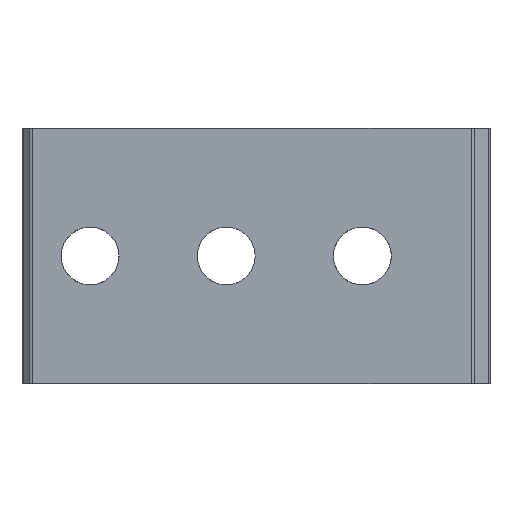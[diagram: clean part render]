
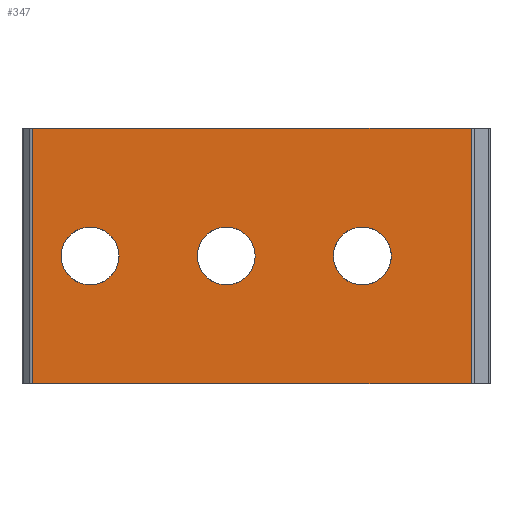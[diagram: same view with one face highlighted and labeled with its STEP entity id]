
A CAD part, front view. The second image highlights one B-rep face of the part: STEP entity #347.
In plain terms, the highlighted planar face has unit normal (0, -1, 0).
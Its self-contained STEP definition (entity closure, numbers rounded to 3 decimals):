
#71 = EDGE_CURVE ( 'NONE', #2821, #1322, #3932, .T. ) ;
#258 = DIRECTION ( 'NONE',  ( 0., 0., -1. ) ) ;
#324 = CARTESIAN_POINT ( 'NONE',  ( -15.5, 0., 9.2 ) ) ;
#347 = ADVANCED_FACE ( 'NONE', ( #1748, #3353, #3177, #4478 ), #3059, .F. ) ;
#384 = EDGE_LOOP ( 'NONE', ( #4815, #2740 ) ) ;
#453 = CARTESIAN_POINT ( 'NONE',  ( 0., 0., 15. ) ) ;
#559 = DIRECTION ( 'NONE',  ( 0., 0., -1. ) ) ;
#801 = AXIS2_PLACEMENT_3D ( 'NONE', #4167, #3795, #1421 ) ;
#827 = AXIS2_PLACEMENT_3D ( 'NONE', #2053, #2885, #559 ) ;
#908 = VERTEX_POINT ( 'NONE', #3412 ) ;
#915 = DIRECTION ( 'NONE',  ( 0., 0., -1. ) ) ;
#971 = EDGE_CURVE ( 'NONE', #2363, #2971, #4871, .T. ) ;
#987 = ORIENTED_EDGE ( 'NONE', *, *, #3359, .F. ) ;
#1078 = DIRECTION ( 'NONE',  ( 0., 1., 0. ) ) ;
#1149 = CARTESIAN_POINT ( 'NONE',  ( 0., 0., 15. ) ) ;
#1303 = VECTOR ( 'NONE', #258, 1000. ) ;
#1304 = VERTEX_POINT ( 'NONE', #4233 ) ;
#1322 = VERTEX_POINT ( 'NONE', #324 ) ;
#1421 = DIRECTION ( 'NONE',  ( 0., 0., -1. ) ) ;
#1474 = VECTOR ( 'NONE', #4281, 1000. ) ;
#1550 = CIRCLE ( 'NONE', #3117, 1.7 ) ;
#1553 = EDGE_CURVE ( 'NONE', #4714, #1304, #2771, .T. ) ;
#1659 = DIRECTION ( 'NONE',  ( 0., 0., -1. ) ) ;
#1704 = EDGE_CURVE ( 'NONE', #1729, #908, #2951, .T. ) ;
#1729 = VERTEX_POINT ( 'NONE', #4705 ) ;
#1748 = FACE_BOUND ( 'NONE', #4435, .T. ) ;
#1850 = CARTESIAN_POINT ( 'NONE',  ( -23.5, 0., 7.5 ) ) ;
#2053 = CARTESIAN_POINT ( 'NONE',  ( -7.5, 0., 7.5 ) ) ;
#2086 = DIRECTION ( 'NONE',  ( 0., -1., 0. ) ) ;
#2138 = CARTESIAN_POINT ( 'NONE',  ( -15.5, 0., 7.5 ) ) ;
#2151 = CARTESIAN_POINT ( 'NONE',  ( -1.104, 0., 0. ) ) ;
#2210 = CIRCLE ( 'NONE', #801, 1.7 ) ;
#2255 = DIRECTION ( 'NONE',  ( 0., 0., -1. ) ) ;
#2333 = CARTESIAN_POINT ( 'NONE',  ( -15.5, 0., 7.5 ) ) ;
#2363 = VERTEX_POINT ( 'NONE', #4678 ) ;
#2507 = VECTOR ( 'NONE', #4754, 1000. ) ;
#2573 = LINE ( 'NONE', #3608, #4797 ) ;
#2595 = EDGE_CURVE ( 'NONE', #1304, #4714, #1550, .T. ) ;
#2620 = DIRECTION ( 'NONE',  ( 0., 0., -1. ) ) ;
#2667 = VERTEX_POINT ( 'NONE', #2151 ) ;
#2700 = EDGE_LOOP ( 'NONE', ( #3703, #2910 ) ) ;
#2740 = ORIENTED_EDGE ( 'NONE', *, *, #3378, .F. ) ;
#2761 = CIRCLE ( 'NONE', #3674, 1.7 ) ;
#2771 = CIRCLE ( 'NONE', #827, 1.7 ) ;
#2821 = VERTEX_POINT ( 'NONE', #4223 ) ;
#2885 = DIRECTION ( 'NONE',  ( 0., -1., 0. ) ) ;
#2910 = ORIENTED_EDGE ( 'NONE', *, *, #1553, .F. ) ;
#2951 = LINE ( 'NONE', #4200, #1303 ) ;
#2971 = VERTEX_POINT ( 'NONE', #4720 ) ;
#3014 = EDGE_CURVE ( 'NONE', #2667, #3175, #3203, .T. ) ;
#3041 = DIRECTION ( 'NONE',  ( 0., 0., 1. ) ) ;
#3059 = PLANE ( 'NONE',  #3374 ) ;
#3117 = AXIS2_PLACEMENT_3D ( 'NONE', #3998, #4828, #1659 ) ;
#3175 = VERTEX_POINT ( 'NONE', #4030 ) ;
#3177 = FACE_OUTER_BOUND ( 'NONE', #4409, .T. ) ;
#3203 = LINE ( 'NONE', #3920, #1474 ) ;
#3353 = FACE_BOUND ( 'NONE', #2700, .T. ) ;
#3359 = EDGE_CURVE ( 'NONE', #2971, #2363, #2210, .T. ) ;
#3374 = AXIS2_PLACEMENT_3D ( 'NONE', #1149, #1078, #3041 ) ;
#3378 = EDGE_CURVE ( 'NONE', #1322, #2821, #2761, .T. ) ;
#3412 = CARTESIAN_POINT ( 'NONE',  ( -26.896, 0., 0. ) ) ;
#3429 = ORIENTED_EDGE ( 'NONE', *, *, #1704, .T. ) ;
#3499 = EDGE_CURVE ( 'NONE', #1729, #3175, #5064, .T. ) ;
#3539 = CARTESIAN_POINT ( 'NONE',  ( -7.5, 0., 9.2 ) ) ;
#3608 = CARTESIAN_POINT ( 'NONE',  ( 0., 0., 0. ) ) ;
#3674 = AXIS2_PLACEMENT_3D ( 'NONE', #2333, #4697, #2255 ) ;
#3703 = ORIENTED_EDGE ( 'NONE', *, *, #2595, .F. ) ;
#3795 = DIRECTION ( 'NONE',  ( 0., -1., 0. ) ) ;
#3813 = AXIS2_PLACEMENT_3D ( 'NONE', #2138, #2086, #915 ) ;
#3818 = DIRECTION ( 'NONE',  ( 0., -1., 0. ) ) ;
#3828 = EDGE_CURVE ( 'NONE', #908, #2667, #2573, .T. ) ;
#3920 = CARTESIAN_POINT ( 'NONE',  ( -1.104, 0., 15. ) ) ;
#3932 = CIRCLE ( 'NONE', #3813, 1.7 ) ;
#3998 = CARTESIAN_POINT ( 'NONE',  ( -7.5, 0., 7.5 ) ) ;
#4030 = CARTESIAN_POINT ( 'NONE',  ( -1.104, 0., 15. ) ) ;
#4079 = ORIENTED_EDGE ( 'NONE', *, *, #971, .F. ) ;
#4115 = AXIS2_PLACEMENT_3D ( 'NONE', #1850, #3818, #2620 ) ;
#4134 = ORIENTED_EDGE ( 'NONE', *, *, #3499, .F. ) ;
#4167 = CARTESIAN_POINT ( 'NONE',  ( -23.5, 0., 7.5 ) ) ;
#4200 = CARTESIAN_POINT ( 'NONE',  ( -26.896, 0., 0. ) ) ;
#4223 = CARTESIAN_POINT ( 'NONE',  ( -15.5, 0., 5.8 ) ) ;
#4233 = CARTESIAN_POINT ( 'NONE',  ( -7.5, 0., 5.8 ) ) ;
#4281 = DIRECTION ( 'NONE',  ( 0., 0., 1. ) ) ;
#4363 = DIRECTION ( 'NONE',  ( 1., 0., 0. ) ) ;
#4409 = EDGE_LOOP ( 'NONE', ( #5019, #4959, #4134, #3429 ) ) ;
#4435 = EDGE_LOOP ( 'NONE', ( #4079, #987 ) ) ;
#4478 = FACE_BOUND ( 'NONE', #384, .T. ) ;
#4678 = CARTESIAN_POINT ( 'NONE',  ( -23.5, 0., 5.8 ) ) ;
#4697 = DIRECTION ( 'NONE',  ( 0., -1., 0. ) ) ;
#4705 = CARTESIAN_POINT ( 'NONE',  ( -26.896, 0., 15. ) ) ;
#4714 = VERTEX_POINT ( 'NONE', #3539 ) ;
#4720 = CARTESIAN_POINT ( 'NONE',  ( -23.5, 0., 9.2 ) ) ;
#4754 = DIRECTION ( 'NONE',  ( 1., 0., 0. ) ) ;
#4797 = VECTOR ( 'NONE', #4363, 1000. ) ;
#4815 = ORIENTED_EDGE ( 'NONE', *, *, #71, .F. ) ;
#4828 = DIRECTION ( 'NONE',  ( 0., -1., 0. ) ) ;
#4871 = CIRCLE ( 'NONE', #4115, 1.7 ) ;
#4959 = ORIENTED_EDGE ( 'NONE', *, *, #3014, .T. ) ;
#5019 = ORIENTED_EDGE ( 'NONE', *, *, #3828, .T. ) ;
#5064 = LINE ( 'NONE', #453, #2507 ) ;
